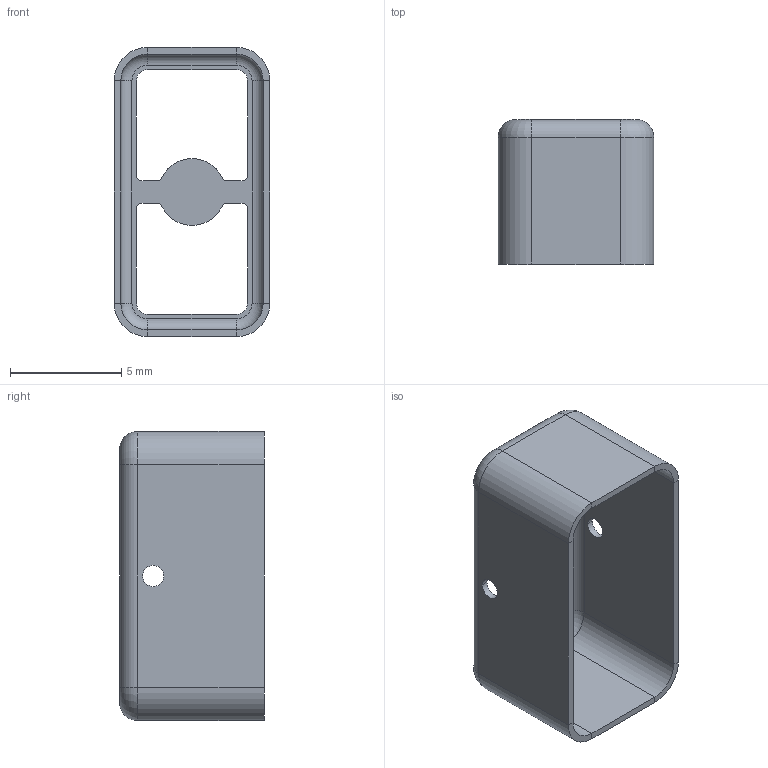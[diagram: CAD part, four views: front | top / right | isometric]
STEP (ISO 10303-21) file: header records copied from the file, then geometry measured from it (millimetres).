
FILE_DESCRIPTION (( 'STEP AP203' ), '1' );
FILE_NAME ('MS130-20F.step', '2024-05-02T08:20:49', ( '' ), ( '' ), 'SwSTEP 2.0', 'SolidWorks 2023', '' );
FILE_SCHEMA (( 'CONFIG_CONTROL_DESIGN' ));
Length unit declared in the file: millimetre
Products named in the file (1): MS130-20F
Bounding box: 7 x 6.5 x 13 mm (x, y, z)
Volume: 77.4 mm3; surface area: 540.7 mm2
Topology: 1 solids, 1 shells, 71 faces, 175 edges, 106 vertices
Faces by surface type: cylinder 35, plane 28, torus 8
Entity records: 2184 total; most frequent: DIRECTION 397, CARTESIAN_POINT 353, ORIENTED_EDGE 350, EDGE_CURVE 175, AXIS2_PLACEMENT_3D 150, VERTEX_POINT 106, LINE 97, VECTOR 97
